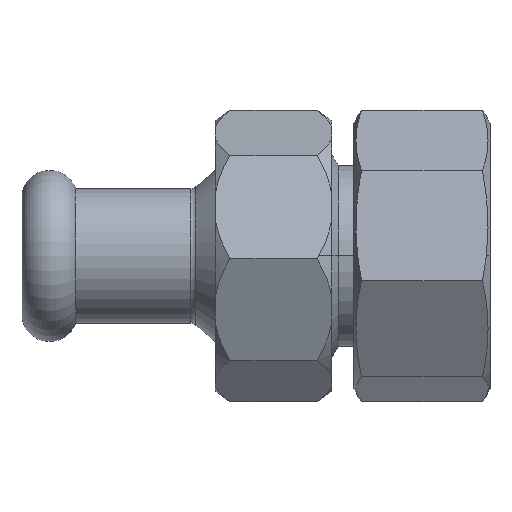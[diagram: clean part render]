
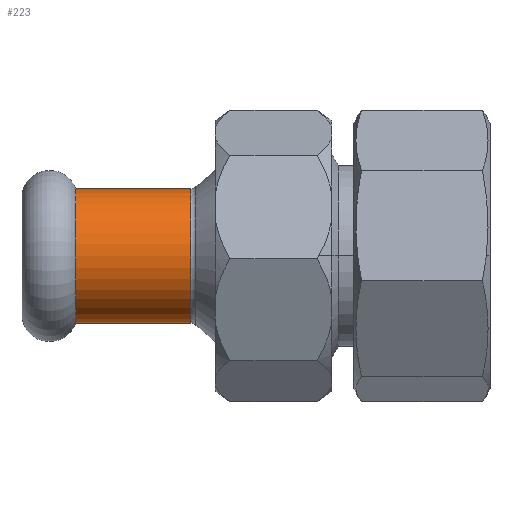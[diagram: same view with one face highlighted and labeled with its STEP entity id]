
A CAD part, top view. The second image highlights one B-rep face of the part: STEP entity #223.
In plain terms, the highlighted cylindrical face has radius 8.672 mm (diameter 17.344 mm), a partial arc.
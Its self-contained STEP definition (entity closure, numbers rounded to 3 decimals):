
#9 = DIRECTION ( 'NONE',  ( 1., 0., 0. ) ) ;
#188 = CIRCLE ( 'NONE', #2292, 8.672 ) ;
#223 = ADVANCED_FACE ( 'NONE', ( #2355 ), #2381, .T. ) ;
#247 = VECTOR ( 'NONE', #2247, 1000. ) ;
#257 = DIRECTION ( 'NONE',  ( 0., 1., 0. ) ) ;
#419 = VERTEX_POINT ( 'NONE', #564 ) ;
#462 = VERTEX_POINT ( 'NONE', #606 ) ;
#564 = CARTESIAN_POINT ( 'NONE',  ( -30.756, 8.672, 0. ) ) ;
#606 = CARTESIAN_POINT ( 'NONE',  ( -15.929, 8.672, 0. ) ) ;
#723 = EDGE_CURVE ( 'NONE', #462, #1800, #188, .T. ) ;
#896 = CARTESIAN_POINT ( 'NONE',  ( -30.756, -8.672, 0. ) ) ;
#950 = CARTESIAN_POINT ( 'NONE',  ( 68.97, 8.672, 0. ) ) ;
#964 = CIRCLE ( 'NONE', #1061, 8.672 ) ;
#1061 = AXIS2_PLACEMENT_3D ( 'NONE', #2124, #2624, #257 ) ;
#1215 = DIRECTION ( 'NONE',  ( 1., 0., 0. ) ) ;
#1435 = VERTEX_POINT ( 'NONE', #896 ) ;
#1484 = DIRECTION ( 'NONE',  ( 0., 1., 0. ) ) ;
#1611 = VECTOR ( 'NONE', #1898, 1000. ) ;
#1615 = EDGE_CURVE ( 'NONE', #1435, #1800, #2754, .T. ) ;
#1633 = AXIS2_PLACEMENT_3D ( 'NONE', #3106, #1215, #2884 ) ;
#1800 = VERTEX_POINT ( 'NONE', #1855 ) ;
#1855 = CARTESIAN_POINT ( 'NONE',  ( -15.929, -8.672, 0. ) ) ;
#1898 = DIRECTION ( 'NONE',  ( 1., 0., 0. ) ) ;
#2124 = CARTESIAN_POINT ( 'NONE',  ( -30.756, 0., 0. ) ) ;
#2127 = EDGE_LOOP ( 'NONE', ( #2280, #2524, #2762, #2264 ) ) ;
#2237 = EDGE_CURVE ( 'NONE', #419, #462, #2369, .T. ) ;
#2247 = DIRECTION ( 'NONE',  ( 1., 0., 0. ) ) ;
#2264 = ORIENTED_EDGE ( 'NONE', *, *, #2237, .F. ) ;
#2280 = ORIENTED_EDGE ( 'NONE', *, *, #2283, .T. ) ;
#2283 = EDGE_CURVE ( 'NONE', #419, #1435, #964, .T. ) ;
#2292 = AXIS2_PLACEMENT_3D ( 'NONE', #2621, #9, #1484 ) ;
#2355 = FACE_OUTER_BOUND ( 'NONE', #2127, .T. ) ;
#2369 = LINE ( 'NONE', #950, #1611 ) ;
#2381 = CYLINDRICAL_SURFACE ( 'NONE', #1633, 8.672 ) ;
#2474 = CARTESIAN_POINT ( 'NONE',  ( 68.97, -8.672, 0. ) ) ;
#2524 = ORIENTED_EDGE ( 'NONE', *, *, #1615, .T. ) ;
#2621 = CARTESIAN_POINT ( 'NONE',  ( -15.929, 0., 0. ) ) ;
#2624 = DIRECTION ( 'NONE',  ( 1., 0., 0. ) ) ;
#2754 = LINE ( 'NONE', #2474, #247 ) ;
#2762 = ORIENTED_EDGE ( 'NONE', *, *, #723, .F. ) ;
#2884 = DIRECTION ( 'NONE',  ( 0., 1., 0. ) ) ;
#3106 = CARTESIAN_POINT ( 'NONE',  ( 68.97, 0., 0. ) ) ;
